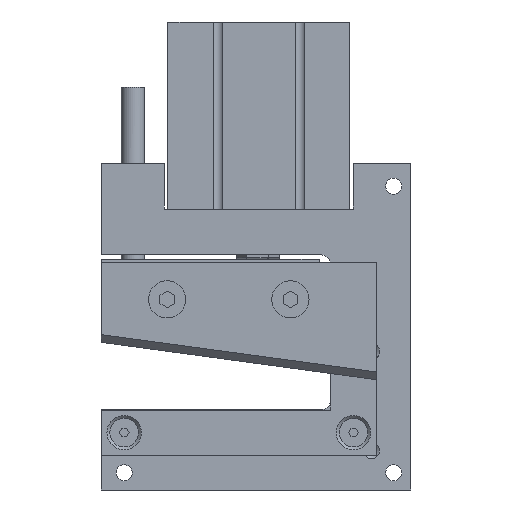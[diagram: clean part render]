
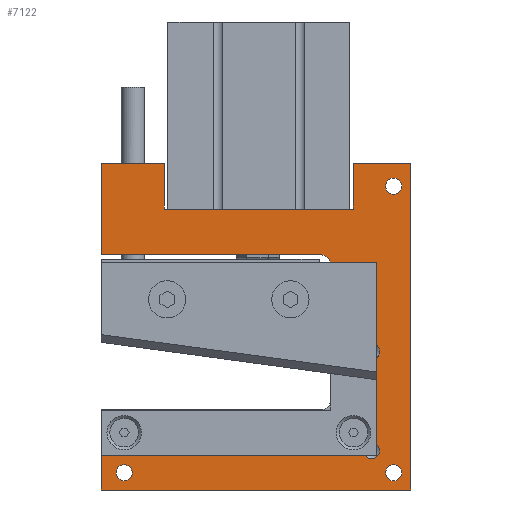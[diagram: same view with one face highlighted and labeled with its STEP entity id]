
A CAD part, front view. The second image highlights one B-rep face of the part: STEP entity #7122.
In plain terms, the highlighted planar face has unit normal (0, -1, 0).
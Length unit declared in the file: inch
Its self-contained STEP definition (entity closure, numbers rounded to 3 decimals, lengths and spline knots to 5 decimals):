
#195=CIRCLE('',#7525,0.11024);
#198=CIRCLE('',#7532,0.11024);
#200=CIRCLE('',#7535,0.11024);
#202=CIRCLE('',#7538,0.11024);
#204=CIRCLE('',#7543,0.11024);
#206=CIRCLE('',#7551,0.12598);
#373=FACE_BOUND('',#1168,.T.);
#374=FACE_BOUND('',#1169,.T.);
#375=FACE_BOUND('',#1170,.T.);
#698=FACE_OUTER_BOUND('',#1167,.T.);
#1167=EDGE_LOOP('',(#5151,#5152,#5153,#5154,#5155,#5156,#5157,#5158,#5159,
#5160,#5161,#5162,#5163,#5164,#5165,#5166,#5167));
#1168=EDGE_LOOP('',(#5168));
#1169=EDGE_LOOP('',(#5169));
#1170=EDGE_LOOP('',(#5170));
#1849=LINE('',#11470,#2432);
#1851=LINE('',#11476,#2434);
#1854=LINE('',#11482,#2437);
#1859=LINE('',#11495,#2442);
#1865=LINE('',#11532,#2448);
#1868=LINE('',#11538,#2451);
#1872=LINE('',#11545,#2455);
#1880=LINE('',#11563,#2463);
#1884=LINE('',#11573,#2467);
#1886=LINE('',#11576,#2469);
#1887=LINE('',#11579,#2470);
#1889=LINE('',#11582,#2472);
#1890=LINE('',#11585,#2473);
#1891=LINE('',#11586,#2474);
#2432=VECTOR('',#8279,3.62501);
#2434=VECTOR('',#8285,1.18702);
#2437=VECTOR('',#8290,0.49008);
#2442=VECTOR('',#8303,0.47244);
#2448=VECTOR('',#8345,2.59843);
#2451=VECTOR('',#8350,0.62992);
#2455=VECTOR('',#8356,0.62992);
#2463=VECTOR('',#8370,0.7874);
#2467=VECTOR('',#8380,3.02362);
#2469=VECTOR('',#8384,1.11811);
#2470=VECTOR('',#8387,1.25984);
#2472=VECTOR('',#8391,0.86614);
#2473=VECTOR('',#8394,4.25197);
#2474=VECTOR('',#8395,4.48819);
#3089=VERTEX_POINT('',#11466);
#3090=VERTEX_POINT('',#11468);
#3091=VERTEX_POINT('',#11473);
#3092=VERTEX_POINT('',#11475);
#3093=VERTEX_POINT('',#11479);
#3094=VERTEX_POINT('',#11481);
#3098=VERTEX_POINT('',#11493);
#3102=VERTEX_POINT('',#11507);
#3104=VERTEX_POINT('',#11512);
#3106=VERTEX_POINT('',#11517);
#3110=VERTEX_POINT('',#11529);
#3111=VERTEX_POINT('',#11531);
#3113=VERTEX_POINT('',#11537);
#3115=VERTEX_POINT('',#11543);
#3122=VERTEX_POINT('',#11562);
#3123=VERTEX_POINT('',#11566);
#3124=VERTEX_POINT('',#11567);
#3125=VERTEX_POINT('',#11572);
#3126=VERTEX_POINT('',#11578);
#3127=VERTEX_POINT('',#11584);
#3829=EDGE_CURVE('',#3089,#3090,#1849,.T.);
#3831=EDGE_CURVE('',#3092,#3091,#1851,.T.);
#3834=EDGE_CURVE('',#3094,#3093,#1854,.T.);
#3837=EDGE_CURVE('',#3091,#3089,#195,.T.);
#3841=EDGE_CURVE('',#3090,#3098,#1859,.T.);
#3847=EDGE_CURVE('',#3102,#3102,#198,.T.);
#3849=EDGE_CURVE('',#3104,#3104,#200,.T.);
#3851=EDGE_CURVE('',#3106,#3106,#202,.T.);
#3853=EDGE_CURVE('',#3093,#3092,#204,.T.);
#3856=EDGE_CURVE('',#3111,#3110,#1865,.T.);
#3859=EDGE_CURVE('',#3113,#3111,#1868,.T.);
#3863=EDGE_CURVE('',#3110,#3115,#1872,.T.);
#3872=EDGE_CURVE('',#3122,#3113,#1880,.T.);
#3874=EDGE_CURVE('',#3123,#3124,#206,.T.);
#3877=EDGE_CURVE('',#3125,#3124,#1884,.T.);
#3879=EDGE_CURVE('',#3123,#3094,#1886,.T.);
#3880=EDGE_CURVE('',#3126,#3125,#1887,.T.);
#3882=EDGE_CURVE('',#3115,#3126,#1889,.T.);
#3883=EDGE_CURVE('',#3127,#3098,#1890,.T.);
#3884=EDGE_CURVE('',#3122,#3127,#1891,.T.);
#5151=ORIENTED_EDGE('',*,*,#3831,.T.);
#5152=ORIENTED_EDGE('',*,*,#3837,.T.);
#5153=ORIENTED_EDGE('',*,*,#3829,.T.);
#5154=ORIENTED_EDGE('',*,*,#3841,.T.);
#5155=ORIENTED_EDGE('',*,*,#3883,.F.);
#5156=ORIENTED_EDGE('',*,*,#3884,.F.);
#5157=ORIENTED_EDGE('',*,*,#3872,.T.);
#5158=ORIENTED_EDGE('',*,*,#3859,.T.);
#5159=ORIENTED_EDGE('',*,*,#3856,.T.);
#5160=ORIENTED_EDGE('',*,*,#3863,.T.);
#5161=ORIENTED_EDGE('',*,*,#3882,.T.);
#5162=ORIENTED_EDGE('',*,*,#3880,.T.);
#5163=ORIENTED_EDGE('',*,*,#3877,.T.);
#5164=ORIENTED_EDGE('',*,*,#3874,.F.);
#5165=ORIENTED_EDGE('',*,*,#3879,.T.);
#5166=ORIENTED_EDGE('',*,*,#3834,.T.);
#5167=ORIENTED_EDGE('',*,*,#3853,.T.);
#5168=ORIENTED_EDGE('',*,*,#3847,.T.);
#5169=ORIENTED_EDGE('',*,*,#3849,.T.);
#5170=ORIENTED_EDGE('',*,*,#3851,.T.);
#6370=PLANE('',#7556);
#7122=ADVANCED_FACE('',(#698,#373,#374,#375),#6370,.T.);
#7525=AXIS2_PLACEMENT_3D('',#11487,#8296,#8297);
#7532=AXIS2_PLACEMENT_3D('',#11508,#8317,#8318);
#7535=AXIS2_PLACEMENT_3D('',#11513,#8323,#8324);
#7538=AXIS2_PLACEMENT_3D('',#11518,#8329,#8330);
#7543=AXIS2_PLACEMENT_3D('',#11524,#8339,#8340);
#7551=AXIS2_PLACEMENT_3D('',#11568,#8374,#8375);
#7556=AXIS2_PLACEMENT_3D('',#11583,#8392,#8393);
#8279=DIRECTION('',(-1.,0.,0.));
#8285=DIRECTION('',(0.,0.,-1.));
#8290=DIRECTION('',(1.,0.,0.));
#8296=DIRECTION('center_axis',(0.,1.,0.));
#8297=DIRECTION('ref_axis',(1.,0.,0.));
#8303=DIRECTION('',(0.,0.,-1.));
#8317=DIRECTION('center_axis',(0.,1.,0.));
#8318=DIRECTION('ref_axis',(1.,0.,0.));
#8323=DIRECTION('center_axis',(0.,1.,0.));
#8324=DIRECTION('ref_axis',(1.,0.,0.));
#8329=DIRECTION('center_axis',(0.,1.,0.));
#8330=DIRECTION('ref_axis',(1.,0.,0.));
#8339=DIRECTION('center_axis',(0.,1.,0.));
#8340=DIRECTION('ref_axis',(1.,0.,0.));
#8345=DIRECTION('',(-1.,0.,0.));
#8350=DIRECTION('',(0.,0.,-1.));
#8356=DIRECTION('',(0.,0.,1.));
#8370=DIRECTION('',(-1.,0.,0.));
#8374=DIRECTION('center_axis',(0.,-1.,0.));
#8375=DIRECTION('ref_axis',(0.707,0.,0.707));
#8380=DIRECTION('',(1.,0.,0.));
#8384=DIRECTION('',(0.,0.,-1.));
#8387=DIRECTION('',(0.,0.,-1.));
#8391=DIRECTION('',(-1.,0.,0.));
#8392=DIRECTION('center_axis',(0.,-1.,0.));
#8393=DIRECTION('ref_axis',(0.,0.,-1.));
#8394=DIRECTION('',(-1.,0.,0.));
#8395=DIRECTION('',(0.,0.,-1.));
#11466=CARTESIAN_POINT('',(-0.62696,0.,0.47244));
#11468=CARTESIAN_POINT('',(-4.25197,0.,0.47244));
#11470=CARTESIAN_POINT('',(-2.12598,0.,0.47244));
#11473=CARTESIAN_POINT('',(-0.47244,0.,0.62696));
#11475=CARTESIAN_POINT('',(-0.47244,0.,1.81398));
#11476=CARTESIAN_POINT('',(-0.47244,0.,2.48031));
#11479=CARTESIAN_POINT('',(-0.61228,0.,1.98425));
#11481=CARTESIAN_POINT('',(-1.10236,0.,1.98425));
#11482=CARTESIAN_POINT('',(-0.23622,0.,1.98425));
#11487=CARTESIAN_POINT('Origin',(-0.53937,0.,
0.53937));
#11493=CARTESIAN_POINT('',(-4.25197,0.,0.));
#11495=CARTESIAN_POINT('',(-4.25197,0.,4.48819));
#11507=CARTESIAN_POINT('',(-0.12598,0.,0.23622));
#11508=CARTESIAN_POINT('Origin',(-0.23622,0.,0.23622));
#11512=CARTESIAN_POINT('',(-3.82677,0.,0.23622));
#11513=CARTESIAN_POINT('Origin',(-3.93701,0.,0.23622));
#11517=CARTESIAN_POINT('',(-0.12598,0.,4.17323));
#11518=CARTESIAN_POINT('Origin',(-0.23622,0.,
4.17323));
#11524=CARTESIAN_POINT('Origin',(-0.53937,0.,
1.90157));
#11529=CARTESIAN_POINT('',(-3.38583,0.,3.85827));
#11531=CARTESIAN_POINT('',(-0.7874,0.,3.85827));
#11532=CARTESIAN_POINT('',(-1.69291,0.,3.85827));
#11537=CARTESIAN_POINT('',(-0.7874,0.,4.48819));
#11538=CARTESIAN_POINT('',(-0.7874,0.,4.17323));
#11543=CARTESIAN_POINT('',(-3.38583,0.,4.48819));
#11545=CARTESIAN_POINT('',(-3.38583,0.,4.48819));
#11562=CARTESIAN_POINT('',(0.,0.,4.48819));
#11563=CARTESIAN_POINT('',(0.,0.,4.48819));
#11566=CARTESIAN_POINT('',(-1.10236,0.,3.10236));
#11567=CARTESIAN_POINT('',(-1.22835,0.,3.22835));
#11568=CARTESIAN_POINT('Origin',(-1.22835,0.,
3.10236));
#11572=CARTESIAN_POINT('',(-4.25197,0.,3.22835));
#11573=CARTESIAN_POINT('',(-0.55118,0.,3.22835));
#11576=CARTESIAN_POINT('',(-1.10236,0.,2.79528));
#11578=CARTESIAN_POINT('',(-4.25197,0.,4.48819));
#11579=CARTESIAN_POINT('',(-4.25197,0.,4.48819));
#11582=CARTESIAN_POINT('',(0.,0.,4.48819));
#11583=CARTESIAN_POINT('Origin',(0.,0.,4.48819));
#11584=CARTESIAN_POINT('',(0.,0.,0.));
#11585=CARTESIAN_POINT('',(0.,0.,0.));
#11586=CARTESIAN_POINT('',(0.,0.,4.48819));
